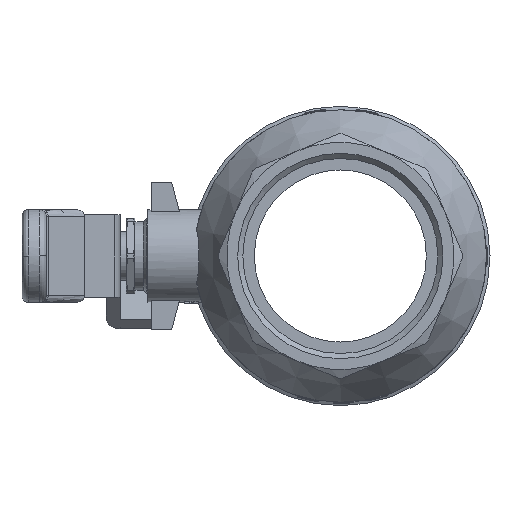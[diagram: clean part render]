
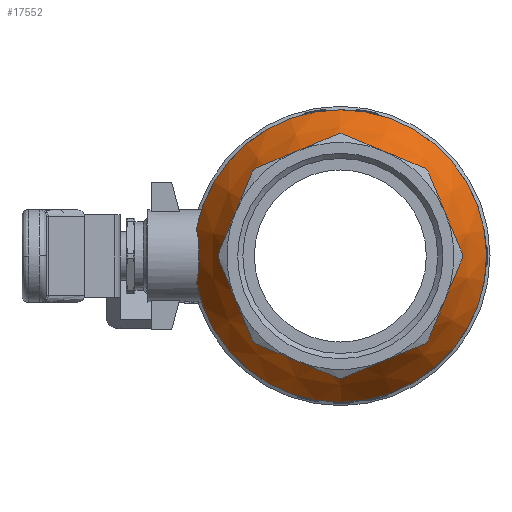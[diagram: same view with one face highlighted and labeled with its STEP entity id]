
A CAD part, left-side view. The second image highlights one B-rep face of the part: STEP entity #17552.
In plain terms, the highlighted conical face has half-angle 29.745 degrees and reference radius 32.5 mm.
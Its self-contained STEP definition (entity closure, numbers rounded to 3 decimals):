
#15=CONICAL_SURFACE('',#24954,32.5,0.519);
#1187=B_SPLINE_CURVE_WITH_KNOTS('',3,(#36261,#36262,#36263,#36264,#36265,
#36266,#36267),.UNSPECIFIED.,.F.,.F.,(4,1,1,1,4),(0.,
0.004,0.008,0.013,0.017),
 .UNSPECIFIED.);
#1439=CIRCLE('',#24515,42.5);
#1485=CIRCLE('',#24955,32.5);
#2807=ORIENTED_EDGE('',*,*,#7927,.T.);
#2808=ORIENTED_EDGE('',*,*,#7473,.T.);
#2809=ORIENTED_EDGE('',*,*,#7985,.F.);
#7473=EDGE_CURVE('',#10107,#10108,#1439,.T.);
#7927=EDGE_CURVE('',#10108,#10107,#1187,.T.);
#7985=EDGE_CURVE('',#10618,#10618,#1485,.T.);
#10107=VERTEX_POINT('',#35333);
#10108=VERTEX_POINT('',#35334);
#10618=VERTEX_POINT('',#36411);
#14486=EDGE_LOOP('',(#2807,#2808));
#14487=EDGE_LOOP('',(#2809));
#15623=FACE_BOUND('',#14486,.T.);
#15624=FACE_BOUND('',#14487,.T.);
#17552=ADVANCED_FACE('',(#15623,#15624),#15,.T.);
#24515=AXIS2_PLACEMENT_3D('',#35332,#27180,#27181);
#24954=AXIS2_PLACEMENT_3D('',#36409,#28125,#28126);
#24955=AXIS2_PLACEMENT_3D('',#36410,#28127,#28128);
#27180=DIRECTION('',(0.,-1.,0.));
#27181=DIRECTION('',(0.,0.,-1.));
#28125=DIRECTION('',(0.,1.,0.));
#28126=DIRECTION('',(1.,0.,0.));
#28127=DIRECTION('',(0.,-1.,0.));
#28128=DIRECTION('',(0.,0.,-1.));
#35332=CARTESIAN_POINT('',(0.,-11.,0.));
#35333=CARTESIAN_POINT('',(-7.826,-11.,41.773));
#35334=CARTESIAN_POINT('',(7.826,-11.,41.773));
#36261=CARTESIAN_POINT('',(7.826,-11.,41.773));
#36262=CARTESIAN_POINT('',(6.696,-11.804,41.517));
#36263=CARTESIAN_POINT('',(4.205,-13.055,41.175));
#36264=CARTESIAN_POINT('',(0.007,-13.72,41.02));
#36265=CARTESIAN_POINT('',(-4.18,-13.065,41.173));
#36266=CARTESIAN_POINT('',(-6.696,-11.804,41.517));
#36267=CARTESIAN_POINT('',(-7.826,-11.,41.773));
#36409=CARTESIAN_POINT('',(0.,-28.5,0.));
#36410=CARTESIAN_POINT('',(0.,-28.5,0.));
#36411=CARTESIAN_POINT('',(0.,-28.5,-32.5));
